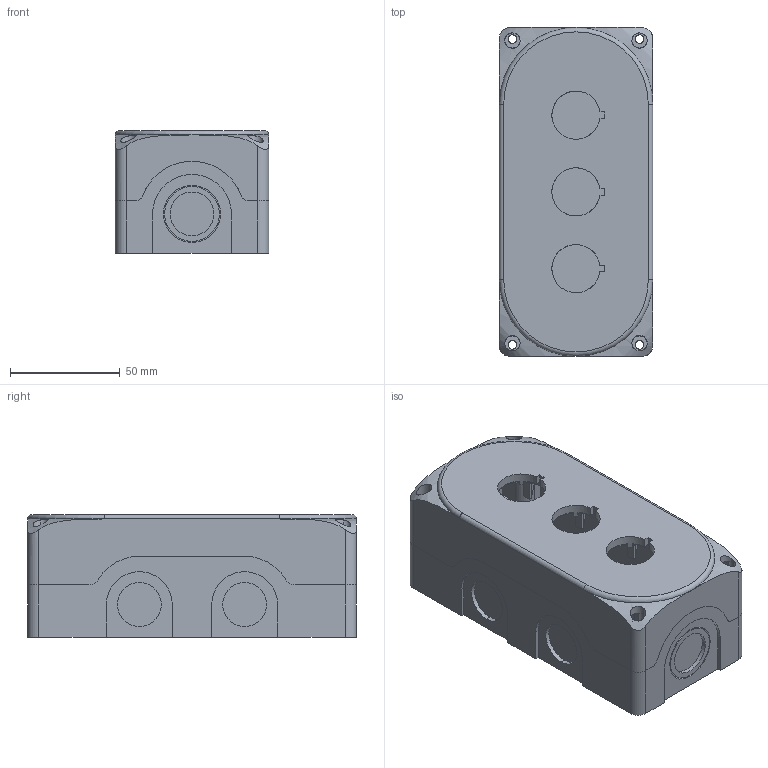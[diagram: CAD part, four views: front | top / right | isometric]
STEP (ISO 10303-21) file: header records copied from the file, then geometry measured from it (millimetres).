
FILE_DESCRIPTION((''),'2;1');
FILE_NAME('3d_LPZP3A8.stp','2014-07-09T09:41:44',(''),(''),'Mechanical Desktop 2011','Mechanical Desktop 2011',', , ');
FILE_SCHEMA(('CONFIG_CONTROL_DESIGN'));
Length unit declared in the file: millimetre
Products named in the file (1): Product
Bounding box: 70 x 150 x 56 mm (x, y, z)
Volume: 160694.3 mm3; surface area: 105387.3 mm2
Topology: 2 solids, 2 shells, 704 faces, 1975 edges, 1312 vertices
Faces by surface type: plane 515, cylinder 144, bspline 43, torus 2
Entity records: 23473 total; most frequent: CARTESIAN_POINT 4967, ORIENTED_EDGE 3950, DIRECTION 3645, EDGE_CURVE 1975, VECTOR 1573, LINE 1573, VERTEX_POINT 1312, AXIS2_PLACEMENT_3D 1036
